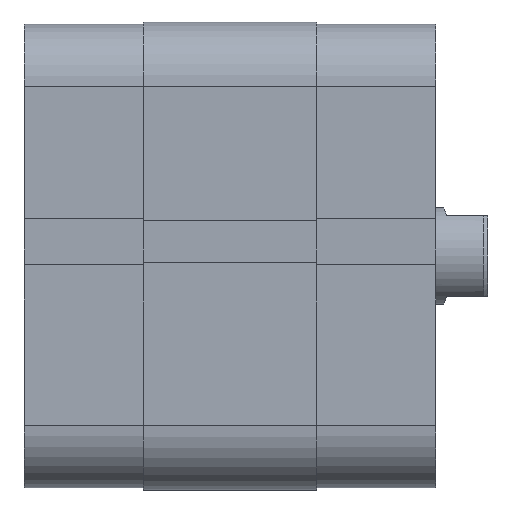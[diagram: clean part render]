
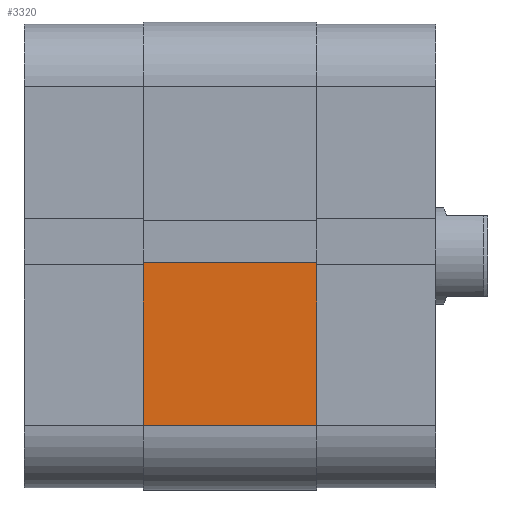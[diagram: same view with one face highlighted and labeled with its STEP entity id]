
A CAD part, front view. The second image highlights one B-rep face of the part: STEP entity #3320.
In plain terms, the highlighted face is planar.
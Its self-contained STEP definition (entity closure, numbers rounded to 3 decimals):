
#431 = LINE ( 'NONE', #3621, #444 ) ;
#444 = VECTOR ( 'NONE', #3624, 1000. ) ;
#475 = LINE ( 'NONE', #3683, #492 ) ;
#492 = VECTOR ( 'NONE', #3688, 1000. ) ;
#628 = LINE ( 'NONE', #1426, #629 ) ;
#629 = VECTOR ( 'NONE', #1427, 1000. ) ;
#635 = LINE ( 'NONE', #1431, #643 ) ;
#643 = VECTOR ( 'NONE', #1446, 1000. ) ;
#1426 = CARTESIAN_POINT ( 'NONE',  ( -0.85, 29., 21.5 ) ) ;
#1427 = DIRECTION ( 'NONE',  ( 0., 0., -1. ) ) ;
#1431 = CARTESIAN_POINT ( 'NONE',  ( 0., 29., 21.5 ) ) ;
#1446 = DIRECTION ( 'NONE',  ( 1., 0., 0. ) ) ;
#2422 = CARTESIAN_POINT ( 'NONE',  ( 0., 29., 21.5 ) ) ;
#2423 = PLANE ( 'NONE',  #6285 ) ;
#2425 = DIRECTION ( 'NONE',  ( 0., 1., 0. ) ) ;
#2426 = DIRECTION ( 'NONE',  ( 0., 0., 1. ) ) ;
#3298 = CARTESIAN_POINT ( 'NONE',  ( -21., 29., 21.5 ) ) ;
#3320 = ADVANCED_FACE ( 'NONE', ( #5676 ), #2423, .T. ) ;
#3337 = CARTESIAN_POINT ( 'NONE',  ( -0.85, 29., 0. ) ) ;
#3363 = CARTESIAN_POINT ( 'NONE',  ( -21., 29., 0. ) ) ;
#3440 = CARTESIAN_POINT ( 'NONE',  ( -0.85, 29., 21.5 ) ) ;
#3621 = CARTESIAN_POINT ( 'NONE',  ( -21., 29., 21.5 ) ) ;
#3624 = DIRECTION ( 'NONE',  ( 0., 0., -1. ) ) ;
#3683 = CARTESIAN_POINT ( 'NONE',  ( 0., 29., 0. ) ) ;
#3688 = DIRECTION ( 'NONE',  ( 1., 0., 0. ) ) ;
#3981 = VERTEX_POINT ( 'NONE', #3298 ) ;
#4005 = VERTEX_POINT ( 'NONE', #3337 ) ;
#4021 = VERTEX_POINT ( 'NONE', #3363 ) ;
#4068 = VERTEX_POINT ( 'NONE', #3440 ) ;
#4242 = EDGE_LOOP ( 'NONE', ( #5254, #5255, #5256, #5258 ) ) ;
#5254 = ORIENTED_EDGE ( 'NONE', *, *, #5807, .F. ) ;
#5255 = ORIENTED_EDGE ( 'NONE', *, *, #5779, .F. ) ;
#5256 = ORIENTED_EDGE ( 'NONE', *, *, #5898, .T. ) ;
#5258 = ORIENTED_EDGE ( 'NONE', *, *, #5890, .T. ) ;
#5676 = FACE_OUTER_BOUND ( 'NONE', #4242, .T. ) ;
#5779 = EDGE_CURVE ( 'NONE', #3981, #4021, #431, .T. ) ;
#5807 = EDGE_CURVE ( 'NONE', #4021, #4005, #475, .T. ) ;
#5890 = EDGE_CURVE ( 'NONE', #4068, #4005, #628, .T. ) ;
#5898 = EDGE_CURVE ( 'NONE', #3981, #4068, #635, .T. ) ;
#6285 = AXIS2_PLACEMENT_3D ( 'NONE', #2422, #2425, #2426 ) ;
